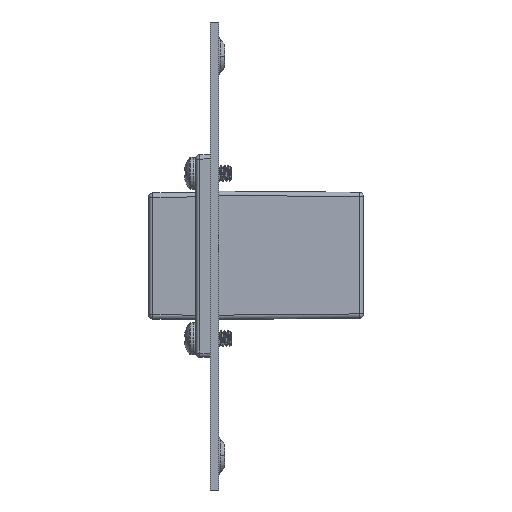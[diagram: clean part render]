
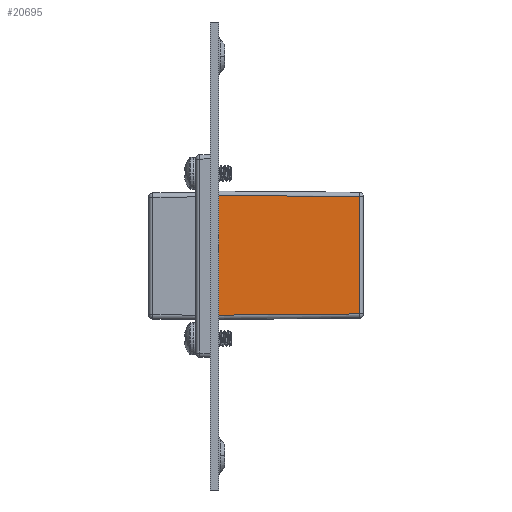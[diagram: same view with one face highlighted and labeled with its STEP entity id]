
A CAD part, left-side view. The second image highlights one B-rep face of the part: STEP entity #20695.
In plain terms, the highlighted face is planar.
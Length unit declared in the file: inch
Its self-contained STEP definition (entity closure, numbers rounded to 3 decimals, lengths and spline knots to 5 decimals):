
#632 = LINE ( 'NONE', #57339, #35681 ) ;
#3178 = CARTESIAN_POINT ( 'NONE',  ( -0.31973, -0.43443, -0.04034 ) ) ;
#7880 = EDGE_CURVE ( 'NONE', #86567, #72043, #13448, .T. ) ;
#9045 = PLANE ( 'NONE',  #25477 ) ;
#10684 = VECTOR ( 'NONE', #54120, 39.37008 ) ;
#13280 = EDGE_CURVE ( 'NONE', #69775, #72043, #80842, .T. ) ;
#13448 = LINE ( 'NONE', #75132, #78146 ) ;
#15625 = CARTESIAN_POINT ( 'NONE',  ( -0.3287, -0.41366, 0.98819 ) ) ;
#15753 = EDGE_CURVE ( '??91', #30789, #86567, #28772, .T. ) ;
#17540 = EDGE_CURVE ( 'NONE', #69775, #30789, #632, .T. ) ;
#19212 = CARTESIAN_POINT ( 'NONE',  ( -0.3287, 0.43504, 0.98819 ) ) ;
#20536 = ORIENTED_EDGE ( 'NONE', *, *, #15753, .T. ) ;
#20695 = ADVANCED_FACE ( '?3', ( #57018 ), #9045, .T. ) ;
#23163 = DIRECTION ( 'NONE',  ( -1., 0., -0.009 ) ) ;
#25477 = AXIS2_PLACEMENT_3D ( 'NONE', #51039, #23163, #72215 ) ;
#26009 = CARTESIAN_POINT ( 'NONE',  ( -0.3287, 0.41366, 0.98819 ) ) ;
#28772 = LINE ( 'NONE', #3178, #66133 ) ;
#30789 = VERTEX_POINT ( 'NONE', #68333 ) ;
#32079 = CARTESIAN_POINT ( 'NONE',  ( -0.31973, -0.40469, -0.04034 ) ) ;
#33107 = DIRECTION ( 'NONE',  ( -0.009, -0.009, 1. ) ) ;
#34707 = EDGE_LOOP ( 'NONE', ( #20536, #61568, #74819, #87356 ) ) ;
#35681 = VECTOR ( 'NONE', #71464, 39.37008 ) ;
#51039 = CARTESIAN_POINT ( 'NONE',  ( -0.32008, 0.43504, 0. ) ) ;
#52200 = DIRECTION ( 'NONE',  ( 0., -1., 0. ) ) ;
#54120 = DIRECTION ( 'NONE',  ( 0., -1., 0. ) ) ;
#57018 = FACE_OUTER_BOUND ( 'NONE', #34707, .T. ) ;
#57339 = CARTESIAN_POINT ( 'NONE',  ( -0.32008, 0.40504, 0.00026 ) ) ;
#61568 = ORIENTED_EDGE ( 'NONE', *, *, #7880, .T. ) ;
#66133 = VECTOR ( 'NONE', #52200, 39.37008 ) ;
#68333 = CARTESIAN_POINT ( 'NONE',  ( -0.31973, 0.40469, -0.04034 ) ) ;
#69775 = VERTEX_POINT ( 'NONE', #26009 ) ;
#71464 = DIRECTION ( 'NONE',  ( 0.009, -0.009, -1. ) ) ;
#72043 = VERTEX_POINT ( 'NONE', #15625 ) ;
#72215 = DIRECTION ( 'NONE',  ( -0.009, 0., 1. ) ) ;
#74819 = ORIENTED_EDGE ( 'NONE', *, *, #13280, .F. ) ;
#75132 = CARTESIAN_POINT ( 'NONE',  ( -0.3287, -0.41367, 0.98845 ) ) ;
#78146 = VECTOR ( 'NONE', #33107, 39.37008 ) ;
#80842 = LINE ( 'NONE', #19212, #10684 ) ;
#86567 = VERTEX_POINT ( 'NONE', #32079 ) ;
#87356 = ORIENTED_EDGE ( 'NONE', *, *, #17540, .T. ) ;
